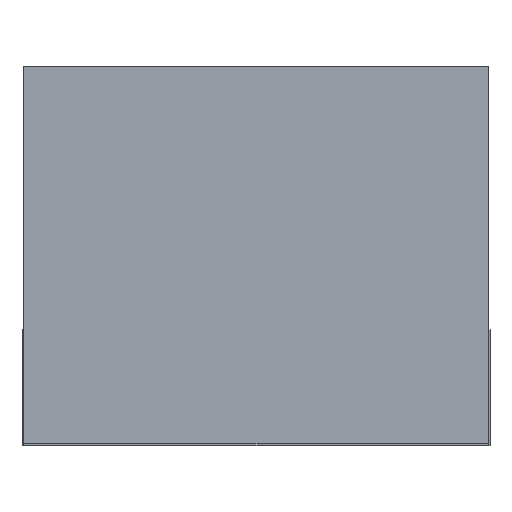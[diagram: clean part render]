
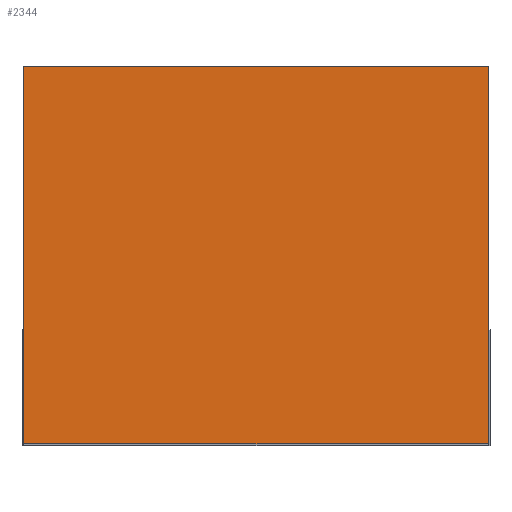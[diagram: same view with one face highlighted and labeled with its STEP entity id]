
A CAD part, front view. The second image highlights one B-rep face of the part: STEP entity #2344.
In plain terms, the highlighted planar face has unit normal (0, -1, 0).
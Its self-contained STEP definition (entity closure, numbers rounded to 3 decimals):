
#153=FACE_OUTER_BOUND('',#291,.T.);
#291=EDGE_LOOP('',(#1568,#1569,#1570,#1571));
#433=LINE('',#3405,#725);
#434=LINE('',#3408,#726);
#435=LINE('',#3410,#727);
#436=LINE('',#3411,#728);
#725=VECTOR('',#2798,10.);
#726=VECTOR('',#2801,10.);
#727=VECTOR('',#2802,10.);
#728=VECTOR('',#2803,10.);
#1015=VERTEX_POINT('',#3399);
#1017=VERTEX_POINT('',#3403);
#1018=VERTEX_POINT('',#3407);
#1019=VERTEX_POINT('',#3409);
#1237=EDGE_CURVE('',#1015,#1017,#433,.T.);
#1238=EDGE_CURVE('',#1015,#1018,#434,.T.);
#1239=EDGE_CURVE('',#1019,#1017,#435,.T.);
#1240=EDGE_CURVE('',#1018,#1019,#436,.T.);
#1568=ORIENTED_EDGE('',*,*,#1238,.F.);
#1569=ORIENTED_EDGE('',*,*,#1237,.T.);
#1570=ORIENTED_EDGE('',*,*,#1239,.F.);
#1571=ORIENTED_EDGE('',*,*,#1240,.F.);
#2225=PLANE('',#2635);
#2344=ADVANCED_FACE('',(#153),#2225,.T.);
#2635=AXIS2_PLACEMENT_3D('',#3406,#2799,#2800);
#2798=DIRECTION('',(0.,0.,1.));
#2799=DIRECTION('center_axis',(0.,-1.,0.));
#2800=DIRECTION('ref_axis',(1.,0.,0.));
#2801=DIRECTION('',(-1.,0.,0.));
#2802=DIRECTION('',(1.,0.,0.));
#2803=DIRECTION('',(0.,0.,1.));
#3399=CARTESIAN_POINT('',(0.4,-0.8,0.));
#3403=CARTESIAN_POINT('',(0.4,-0.8,0.65));
#3405=CARTESIAN_POINT('',(0.4,-0.8,0.));
#3406=CARTESIAN_POINT('Origin',(-0.4,-0.8,0.));
#3407=CARTESIAN_POINT('',(-0.4,-0.8,0.));
#3408=CARTESIAN_POINT('',(0.4,-0.8,0.));
#3409=CARTESIAN_POINT('',(-0.4,-0.8,0.65));
#3410=CARTESIAN_POINT('',(0.4,-0.8,0.65));
#3411=CARTESIAN_POINT('',(-0.4,-0.8,0.));
